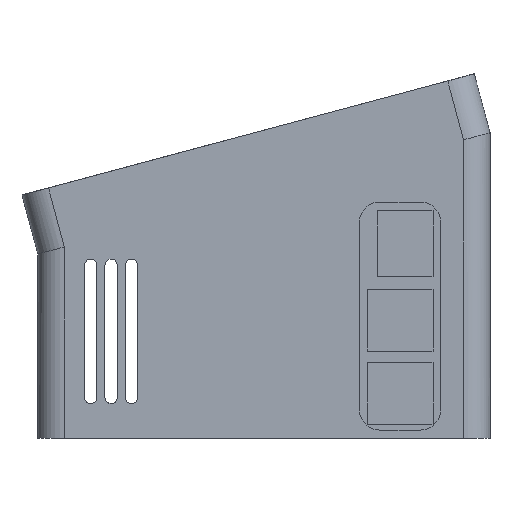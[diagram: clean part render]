
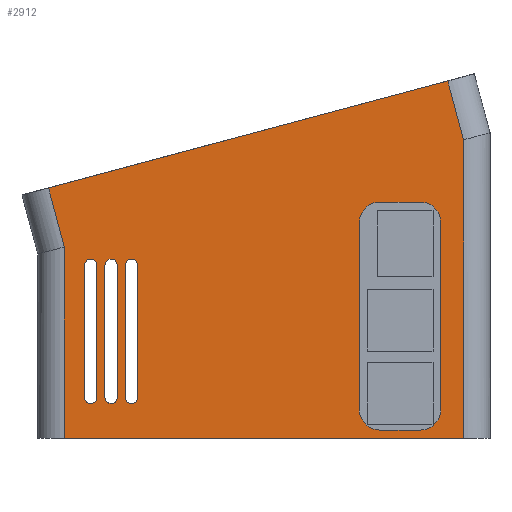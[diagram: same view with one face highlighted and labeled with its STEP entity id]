
A CAD part, left-side view. The second image highlights one B-rep face of the part: STEP entity #2912.
In plain terms, the highlighted planar face has unit normal (-1, 0, 0).
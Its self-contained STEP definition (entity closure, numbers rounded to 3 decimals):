
#115=CIRCLE('',#2993,1.5);
#117=CIRCLE('',#2997,1.5);
#119=CIRCLE('',#3001,1.5);
#121=CIRCLE('',#3005,1.5);
#123=CIRCLE('',#3009,1.5);
#125=CIRCLE('',#3013,1.5);
#140=CIRCLE('',#3053,5.);
#144=CIRCLE('',#3060,5.);
#145=CIRCLE('',#3063,5.);
#146=CIRCLE('',#3065,5.);
#267=FACE_BOUND('',#657,.T.);
#268=FACE_BOUND('',#658,.T.);
#269=FACE_BOUND('',#659,.T.);
#270=FACE_BOUND('',#660,.T.);
#447=FACE_OUTER_BOUND('',#656,.T.);
#656=EDGE_LOOP('',(#2593,#2594,#2595,#2596,#2597,#2598));
#657=EDGE_LOOP('',(#2599,#2600,#2601,#2602));
#658=EDGE_LOOP('',(#2603,#2604,#2605,#2606));
#659=EDGE_LOOP('',(#2607,#2608,#2609,#2610));
#660=EDGE_LOOP('',(#2611,#2612,#2613,#2614,#2615,#2616,#2617,#2618));
#687=LINE('',#4112,#946);
#710=LINE('',#4257,#969);
#715=LINE('',#4271,#974);
#718=LINE('',#4281,#977);
#723=LINE('',#4295,#982);
#726=LINE('',#4305,#985);
#731=LINE('',#4319,#990);
#800=LINE('',#4495,#1059);
#805=LINE('',#4506,#1064);
#808=LINE('',#4516,#1067);
#809=LINE('',#4518,#1068);
#912=LINE('',#4904,#1171);
#913=LINE('',#4914,#1172);
#925=LINE('',#4958,#1184);
#926=LINE('',#4962,#1185);
#927=LINE('',#4963,#1186);
#946=VECTOR('',#3257,10.);
#969=VECTOR('',#3384,10.);
#974=VECTOR('',#3397,10.);
#977=VECTOR('',#3408,10.);
#982=VECTOR('',#3421,10.);
#985=VECTOR('',#3432,10.);
#990=VECTOR('',#3445,10.);
#1059=VECTOR('',#3608,10.);
#1064=VECTOR('',#3619,10.);
#1067=VECTOR('',#3632,10.);
#1068=VECTOR('',#3635,10.);
#1171=VECTOR('',#4010,10.);
#1172=VECTOR('',#4013,10.);
#1184=VECTOR('',#4049,10.);
#1185=VECTOR('',#4054,10.);
#1186=VECTOR('',#4055,10.);
#1205=VERTEX_POINT('',#4109);
#1206=VERTEX_POINT('',#4111);
#1257=VERTEX_POINT('',#4255);
#1258=VERTEX_POINT('',#4256);
#1261=VERTEX_POINT('',#4264);
#1263=VERTEX_POINT('',#4270);
#1265=VERTEX_POINT('',#4279);
#1266=VERTEX_POINT('',#4280);
#1269=VERTEX_POINT('',#4288);
#1271=VERTEX_POINT('',#4294);
#1273=VERTEX_POINT('',#4303);
#1274=VERTEX_POINT('',#4304);
#1277=VERTEX_POINT('',#4312);
#1279=VERTEX_POINT('',#4318);
#1331=VERTEX_POINT('',#4474);
#1332=VERTEX_POINT('',#4476);
#1339=VERTEX_POINT('',#4494);
#1340=VERTEX_POINT('',#4498);
#1341=VERTEX_POINT('',#4500);
#1342=VERTEX_POINT('',#4504);
#1343=VERTEX_POINT('',#4508);
#1344=VERTEX_POINT('',#4512);
#1443=VERTEX_POINT('',#4902);
#1444=VERTEX_POINT('',#4911);
#1453=VERTEX_POINT('',#4957);
#1454=VERTEX_POINT('',#4961);
#1474=EDGE_CURVE('',#1205,#1206,#687,.T.);
#1538=EDGE_CURVE('',#1257,#1258,#710,.T.);
#1542=EDGE_CURVE('',#1261,#1257,#115,.T.);
#1545=EDGE_CURVE('',#1263,#1261,#715,.T.);
#1548=EDGE_CURVE('',#1258,#1263,#117,.T.);
#1550=EDGE_CURVE('',#1265,#1266,#718,.T.);
#1554=EDGE_CURVE('',#1269,#1265,#119,.T.);
#1557=EDGE_CURVE('',#1271,#1269,#723,.T.);
#1560=EDGE_CURVE('',#1266,#1271,#121,.T.);
#1562=EDGE_CURVE('',#1273,#1274,#726,.T.);
#1566=EDGE_CURVE('',#1277,#1273,#123,.T.);
#1569=EDGE_CURVE('',#1279,#1277,#731,.T.);
#1572=EDGE_CURVE('',#1274,#1279,#125,.T.);
#1648=EDGE_CURVE('',#1331,#1332,#140,.T.);
#1657=EDGE_CURVE('',#1339,#1332,#800,.T.);
#1660=EDGE_CURVE('',#1340,#1341,#144,.T.);
#1663=EDGE_CURVE('',#1340,#1342,#805,.T.);
#1664=EDGE_CURVE('',#1339,#1343,#145,.T.);
#1667=EDGE_CURVE('',#1344,#1342,#146,.T.);
#1668=EDGE_CURVE('',#1331,#1341,#808,.T.);
#1669=EDGE_CURVE('',#1344,#1343,#809,.T.);
#1833=EDGE_CURVE('',#1443,#1206,#912,.T.);
#1835=EDGE_CURVE('',#1444,#1205,#913,.T.);
#1852=EDGE_CURVE('',#1443,#1453,#925,.T.);
#1854=EDGE_CURVE('',#1454,#1444,#926,.T.);
#1855=EDGE_CURVE('',#1453,#1454,#927,.T.);
#2593=ORIENTED_EDGE('',*,*,#1852,.F.);
#2594=ORIENTED_EDGE('',*,*,#1833,.T.);
#2595=ORIENTED_EDGE('',*,*,#1474,.F.);
#2596=ORIENTED_EDGE('',*,*,#1835,.F.);
#2597=ORIENTED_EDGE('',*,*,#1854,.F.);
#2598=ORIENTED_EDGE('',*,*,#1855,.F.);
#2599=ORIENTED_EDGE('',*,*,#1538,.T.);
#2600=ORIENTED_EDGE('',*,*,#1548,.T.);
#2601=ORIENTED_EDGE('',*,*,#1545,.T.);
#2602=ORIENTED_EDGE('',*,*,#1542,.T.);
#2603=ORIENTED_EDGE('',*,*,#1550,.T.);
#2604=ORIENTED_EDGE('',*,*,#1560,.T.);
#2605=ORIENTED_EDGE('',*,*,#1557,.T.);
#2606=ORIENTED_EDGE('',*,*,#1554,.T.);
#2607=ORIENTED_EDGE('',*,*,#1562,.T.);
#2608=ORIENTED_EDGE('',*,*,#1572,.T.);
#2609=ORIENTED_EDGE('',*,*,#1569,.T.);
#2610=ORIENTED_EDGE('',*,*,#1566,.T.);
#2611=ORIENTED_EDGE('',*,*,#1663,.T.);
#2612=ORIENTED_EDGE('',*,*,#1667,.F.);
#2613=ORIENTED_EDGE('',*,*,#1669,.T.);
#2614=ORIENTED_EDGE('',*,*,#1664,.F.);
#2615=ORIENTED_EDGE('',*,*,#1657,.T.);
#2616=ORIENTED_EDGE('',*,*,#1648,.F.);
#2617=ORIENTED_EDGE('',*,*,#1668,.T.);
#2618=ORIENTED_EDGE('',*,*,#1660,.F.);
#2756=PLANE('',#3218);
#2912=ADVANCED_FACE('',(#447,#267,#268,#269,#270),#2756,.T.);
#2993=AXIS2_PLACEMENT_3D('',#4265,#3390,#3391);
#2997=AXIS2_PLACEMENT_3D('',#4276,#3402,#3403);
#3001=AXIS2_PLACEMENT_3D('',#4289,#3414,#3415);
#3005=AXIS2_PLACEMENT_3D('',#4300,#3426,#3427);
#3009=AXIS2_PLACEMENT_3D('',#4313,#3438,#3439);
#3013=AXIS2_PLACEMENT_3D('',#4324,#3450,#3451);
#3053=AXIS2_PLACEMENT_3D('',#4477,#3591,#3592);
#3060=AXIS2_PLACEMENT_3D('',#4501,#3613,#3614);
#3063=AXIS2_PLACEMENT_3D('',#4509,#3622,#3623);
#3065=AXIS2_PLACEMENT_3D('',#4514,#3628,#3629);
#3218=AXIS2_PLACEMENT_3D('',#4960,#4052,#4053);
#3257=DIRECTION('',(0.,-0.966,0.259));
#3384=DIRECTION('',(0.,0.,1.));
#3390=DIRECTION('center_axis',(1.,0.,0.));
#3391=DIRECTION('ref_axis',(0.,1.,0.));
#3397=DIRECTION('',(0.,0.,-1.));
#3402=DIRECTION('center_axis',(1.,0.,0.));
#3403=DIRECTION('ref_axis',(0.,-1.,0.));
#3408=DIRECTION('',(0.,0.,1.));
#3414=DIRECTION('center_axis',(1.,0.,0.));
#3415=DIRECTION('ref_axis',(0.,1.,0.));
#3421=DIRECTION('',(0.,0.,-1.));
#3426=DIRECTION('center_axis',(1.,0.,0.));
#3427=DIRECTION('ref_axis',(0.,-1.,0.));
#3432=DIRECTION('',(0.,0.,1.));
#3438=DIRECTION('center_axis',(1.,0.,0.));
#3439=DIRECTION('ref_axis',(0.,1.,0.));
#3445=DIRECTION('',(0.,0.,-1.));
#3450=DIRECTION('center_axis',(1.,0.,0.));
#3451=DIRECTION('ref_axis',(0.,-1.,0.));
#3591=DIRECTION('center_axis',(-1.,0.,0.));
#3592=DIRECTION('ref_axis',(0.,-0.707,0.707));
#3608=DIRECTION('',(0.,-1.,0.));
#3613=DIRECTION('center_axis',(-1.,0.,0.));
#3614=DIRECTION('ref_axis',(0.,-0.707,-0.707));
#3619=DIRECTION('',(0.,1.,0.));
#3622=DIRECTION('center_axis',(-1.,0.,0.));
#3623=DIRECTION('ref_axis',(0.,0.707,0.707));
#3628=DIRECTION('center_axis',(-1.,0.,0.));
#3629=DIRECTION('ref_axis',(0.,0.707,-0.707));
#3632=DIRECTION('',(0.,0.,-1.));
#3635=DIRECTION('',(0.,0.,1.));
#4010=DIRECTION('',(0.,0.259,0.966));
#4013=DIRECTION('',(0.,0.259,0.966));
#4049=DIRECTION('',(0.,0.,-1.));
#4052=DIRECTION('center_axis',(-1.,0.,0.));
#4053=DIRECTION('ref_axis',(0.,-1.,0.));
#4054=DIRECTION('',(0.,0.,1.));
#4055=DIRECTION('',(0.,1.,0.));
#4109=CARTESIAN_POINT('',(-98.5,52.882,61.466));
#4111=CARTESIAN_POINT('',(-98.5,-45.199,87.747));
#4112=CARTESIAN_POINT('',(-98.5,65.037,58.21));
#4255=CARTESIAN_POINT('',(-98.5,44.,10.));
#4256=CARTESIAN_POINT('',(-98.5,44.,42.5));
#4257=CARTESIAN_POINT('',(-98.5,44.,5.));
#4264=CARTESIAN_POINT('',(-98.5,41.,10.));
#4265=CARTESIAN_POINT('Origin',(-98.5,42.5,10.));
#4270=CARTESIAN_POINT('',(-98.5,41.,42.5));
#4271=CARTESIAN_POINT('',(-98.5,41.,21.25));
#4276=CARTESIAN_POINT('Origin',(-98.5,42.5,42.5));
#4279=CARTESIAN_POINT('',(-98.5,39.,10.));
#4280=CARTESIAN_POINT('',(-98.5,39.,42.5));
#4281=CARTESIAN_POINT('',(-98.5,39.,5.));
#4288=CARTESIAN_POINT('',(-98.5,36.,10.));
#4289=CARTESIAN_POINT('Origin',(-98.5,37.5,10.));
#4294=CARTESIAN_POINT('',(-98.5,36.,42.5));
#4295=CARTESIAN_POINT('',(-98.5,36.,21.25));
#4300=CARTESIAN_POINT('Origin',(-98.5,37.5,42.5));
#4303=CARTESIAN_POINT('',(-98.5,34.,10.));
#4304=CARTESIAN_POINT('',(-98.5,34.,42.5));
#4305=CARTESIAN_POINT('',(-98.5,34.,5.));
#4312=CARTESIAN_POINT('',(-98.5,31.,10.));
#4313=CARTESIAN_POINT('Origin',(-98.5,32.5,10.));
#4318=CARTESIAN_POINT('',(-98.5,31.,42.5));
#4319=CARTESIAN_POINT('',(-98.5,31.,21.25));
#4324=CARTESIAN_POINT('Origin',(-98.5,32.5,42.5));
#4474=CARTESIAN_POINT('',(-98.5,-43.481,53.));
#4476=CARTESIAN_POINT('',(-98.5,-38.481,58.));
#4477=CARTESIAN_POINT('Origin',(-98.5,-38.481,53.));
#4494=CARTESIAN_POINT('',(-98.5,-28.481,58.));
#4495=CARTESIAN_POINT('',(-98.5,16.01,58.));
#4498=CARTESIAN_POINT('',(-98.5,-38.481,2.));
#4500=CARTESIAN_POINT('',(-98.5,-43.481,7.));
#4501=CARTESIAN_POINT('Origin',(-98.5,-38.481,7.));
#4504=CARTESIAN_POINT('',(-98.5,-28.481,2.));
#4506=CARTESIAN_POINT('',(-98.5,6.01,2.));
#4508=CARTESIAN_POINT('',(-98.5,-23.481,53.));
#4509=CARTESIAN_POINT('Origin',(-98.5,-28.481,53.));
#4512=CARTESIAN_POINT('',(-98.5,-23.481,7.));
#4514=CARTESIAN_POINT('Origin',(-98.5,-28.481,7.));
#4516=CARTESIAN_POINT('',(-98.5,-43.481,29.));
#4518=CARTESIAN_POINT('',(-98.5,-23.481,1.));
#4902=CARTESIAN_POINT('',(-98.5,-49.081,73.258));
#4904=CARTESIAN_POINT('',(-98.5,-49.081,73.258));
#4911=CARTESIAN_POINT('',(-98.5,49.,46.978));
#4914=CARTESIAN_POINT('',(-98.5,49.,46.978));
#4957=CARTESIAN_POINT('',(-98.5,-49.081,0.));
#4958=CARTESIAN_POINT('',(-98.5,-49.081,0.));
#4960=CARTESIAN_POINT('Origin',(-98.5,55.5,0.));
#4961=CARTESIAN_POINT('',(-98.5,49.,0.));
#4962=CARTESIAN_POINT('',(-98.5,49.,0.));
#4963=CARTESIAN_POINT('',(-98.5,-55.581,0.));
